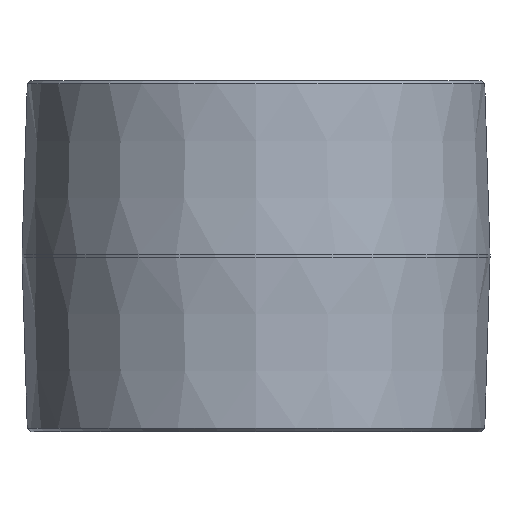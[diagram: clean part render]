
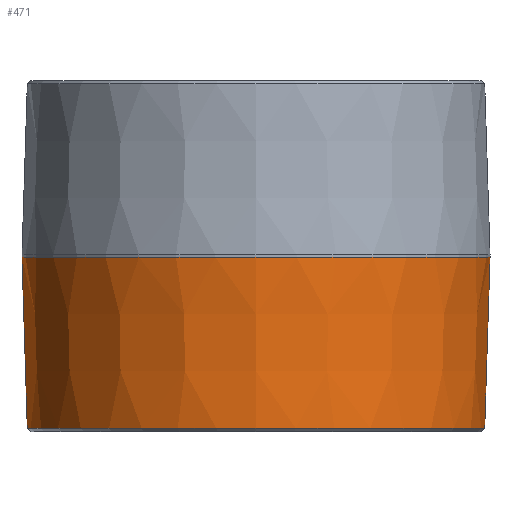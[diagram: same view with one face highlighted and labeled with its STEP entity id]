
A CAD part, front view. The second image highlights one B-rep face of the part: STEP entity #471.
In plain terms, the highlighted conical face has half-angle 1.78 degrees and reference radius 44.45 mm.
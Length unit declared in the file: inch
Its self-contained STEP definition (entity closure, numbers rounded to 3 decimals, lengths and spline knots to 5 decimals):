
#5 = CARTESIAN_POINT ( 'NONE',  ( 0., 0., 1.3025 ) ) ;
#11 = LINE ( 'NONE', #265, #66 ) ;
#16 = EDGE_CURVE ( 'NONE', #338, #162, #11, .T. ) ;
#39 = EDGE_CURVE ( 'NONE', #162, #300, #550, .T. ) ;
#52 = AXIS2_PLACEMENT_3D ( 'NONE', #406, #487, #187 ) ;
#60 = CARTESIAN_POINT ( 'NONE',  ( -1.75, 0., 1.3025 ) ) ;
#66 = VECTOR ( 'NONE', #180, 39.37008 ) ;
#74 = CIRCLE ( 'NONE', #52, 1.7103 ) ;
#115 = CARTESIAN_POINT ( 'NONE',  ( -1.7103, 0., 0.02499 ) ) ;
#136 = VECTOR ( 'NONE', #495, 39.37008 ) ;
#143 = LINE ( 'NONE', #60, #136 ) ;
#162 = VERTEX_POINT ( 'NONE', #361 ) ;
#166 = EDGE_CURVE ( 'NONE', #203, #300, #143, .T. ) ;
#180 = DIRECTION ( 'NONE',  ( 0.031, 0., 1. ) ) ;
#184 = EDGE_LOOP ( 'NONE', ( #335, #500, #363, #332 ) ) ;
#187 = DIRECTION ( 'NONE',  ( -1., 0., 0. ) ) ;
#203 = VERTEX_POINT ( 'NONE', #115 ) ;
#265 = CARTESIAN_POINT ( 'NONE',  ( 1.75, 0., 1.3025 ) ) ;
#290 = EDGE_CURVE ( 'NONE', #203, #338, #74, .T. ) ;
#300 = VERTEX_POINT ( 'NONE', #364 ) ;
#302 = DIRECTION ( 'NONE',  ( 0., 0., -1. ) ) ;
#332 = ORIENTED_EDGE ( 'NONE', *, *, #39, .T. ) ;
#335 = ORIENTED_EDGE ( 'NONE', *, *, #166, .F. ) ;
#338 = VERTEX_POINT ( 'NONE', #457 ) ;
#340 = CARTESIAN_POINT ( 'NONE',  ( 0., 0., 1.3025 ) ) ;
#343 = FACE_OUTER_BOUND ( 'NONE', #184, .T. ) ;
#348 = DIRECTION ( 'NONE',  ( -1., 0., 0. ) ) ;
#361 = CARTESIAN_POINT ( 'NONE',  ( 1.75, 0., 1.3025 ) ) ;
#363 = ORIENTED_EDGE ( 'NONE', *, *, #16, .T. ) ;
#364 = CARTESIAN_POINT ( 'NONE',  ( -1.75, 0., 1.3025 ) ) ;
#387 = AXIS2_PLACEMENT_3D ( 'NONE', #340, #422, #425 ) ;
#406 = CARTESIAN_POINT ( 'NONE',  ( 0., 0., 0.02499 ) ) ;
#422 = DIRECTION ( 'NONE',  ( 0., 0., 1. ) ) ;
#425 = DIRECTION ( 'NONE',  ( 1., 0., 0. ) ) ;
#455 = CONICAL_SURFACE ( 'NONE', #387, 1.75, 0.031 ) ;
#457 = CARTESIAN_POINT ( 'NONE',  ( 1.7103, 0., 0.02499 ) ) ;
#459 = AXIS2_PLACEMENT_3D ( 'NONE', #5, #302, #348 ) ;
#471 = ADVANCED_FACE ( 'NONE', ( #343 ), #455, .T. ) ;
#487 = DIRECTION ( 'NONE',  ( 0., 0., 1. ) ) ;
#495 = DIRECTION ( 'NONE',  ( -0.031, 0., 1. ) ) ;
#500 = ORIENTED_EDGE ( 'NONE', *, *, #290, .T. ) ;
#550 = CIRCLE ( 'NONE', #459, 1.75 ) ;
